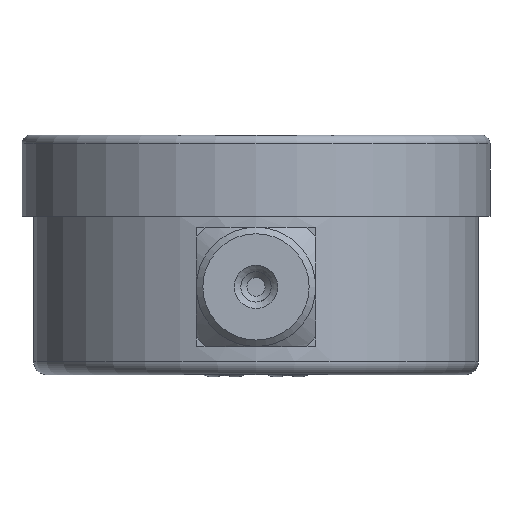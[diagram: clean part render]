
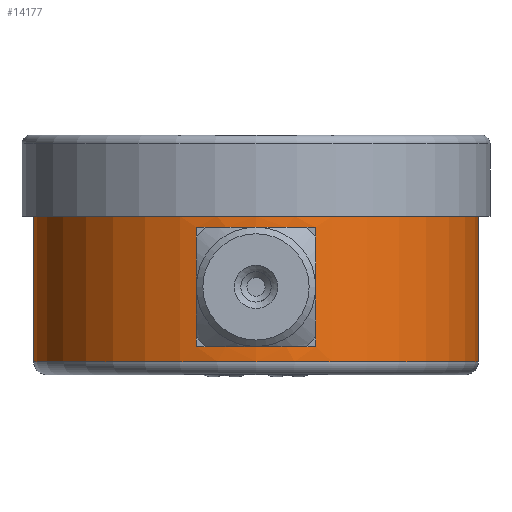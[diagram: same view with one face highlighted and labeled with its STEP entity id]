
A CAD part, front view. The second image highlights one B-rep face of the part: STEP entity #14177.
In plain terms, the highlighted cylindrical face has radius 26.035 mm (diameter 52.07 mm), a full revolution.
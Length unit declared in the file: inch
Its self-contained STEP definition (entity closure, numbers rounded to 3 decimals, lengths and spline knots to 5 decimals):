
#581 = EDGE_LOOP ( 'NONE', ( #2537 ) ) ;
#889 = VERTEX_POINT ( 'NONE', #10624 ) ;
#1395 = AXIS2_PLACEMENT_3D ( 'NONE', #7273, #16535, #9791 ) ;
#1574 = EDGE_CURVE ( 'NONE', #7031, #7031, #13481, .T. ) ;
#1659 = DIRECTION ( 'NONE',  ( 0., 0., 1. ) ) ;
#1801 = VERTEX_POINT ( 'NONE', #5764 ) ;
#1981 = ORIENTED_EDGE ( 'NONE', *, *, #7905, .F. ) ;
#2243 = CARTESIAN_POINT ( 'NONE',  ( 0., 0., -0.425 ) ) ;
#2537 = ORIENTED_EDGE ( 'NONE', *, *, #1574, .T. ) ;
#2581 = EDGE_CURVE ( 'NONE', #17030, #889, #3478, .T. ) ;
#2647 = DIRECTION ( 'NONE',  ( 0., 0., 1. ) ) ;
#2960 = FACE_OUTER_BOUND ( 'NONE', #581, .T. ) ;
#3478 = LINE ( 'NONE', #8838, #9634 ) ;
#4190 = DIRECTION ( 'NONE',  ( 0., 0., -1. ) ) ;
#4218 = VERTEX_POINT ( 'NONE', #8172 ) ;
#4286 = FACE_OUTER_BOUND ( 'NONE', #12065, .T. ) ;
#4855 = AXIS2_PLACEMENT_3D ( 'NONE', #9428, #4190, #14788 ) ;
#5062 = DIRECTION ( 'NONE',  ( 1., 0., 0. ) ) ;
#5764 = CARTESIAN_POINT ( 'NONE',  ( 0.275, -0.98742, -0.975 ) ) ;
#6216 = CARTESIAN_POINT ( 'NONE',  ( 0.275, -0.98742, -0.425 ) ) ;
#6347 = EDGE_CURVE ( 'NONE', #4218, #4218, #11008, .T. ) ;
#7031 = VERTEX_POINT ( 'NONE', #15160 ) ;
#7066 = EDGE_CURVE ( 'NONE', #1801, #12773, #14740, .T. ) ;
#7273 = CARTESIAN_POINT ( 'NONE',  ( 0., 0., -1.105 ) ) ;
#7455 = AXIS2_PLACEMENT_3D ( 'NONE', #8801, #16581, #13793 ) ;
#7905 = EDGE_CURVE ( 'NONE', #889, #1801, #8034, .T. ) ;
#8034 = CIRCLE ( 'NONE', #7455, 1.025 ) ;
#8172 = CARTESIAN_POINT ( 'NONE',  ( 1.025, 0., -0.375 ) ) ;
#8801 = CARTESIAN_POINT ( 'NONE',  ( 0., 0., -0.975 ) ) ;
#8838 = CARTESIAN_POINT ( 'NONE',  ( -0.275, -0.98742, -1.105 ) ) ;
#9428 = CARTESIAN_POINT ( 'NONE',  ( 0., 0., -0.375 ) ) ;
#9439 = ORIENTED_EDGE ( 'NONE', *, *, #7066, .F. ) ;
#9600 = CARTESIAN_POINT ( 'NONE',  ( -0.275, -0.98742, -0.425 ) ) ;
#9634 = VECTOR ( 'NONE', #11448, 39.37008 ) ;
#9788 = CARTESIAN_POINT ( 'NONE',  ( 0., 0., -1.045 ) ) ;
#9791 = DIRECTION ( 'NONE',  ( 1., 0., 0. ) ) ;
#9937 = ORIENTED_EDGE ( 'NONE', *, *, #2581, .F. ) ;
#9972 = EDGE_CURVE ( 'NONE', #12773, #17030, #10560, .T. ) ;
#10560 = CIRCLE ( 'NONE', #16999, 1.025 ) ;
#10624 = CARTESIAN_POINT ( 'NONE',  ( -0.275, -0.98742, -0.975 ) ) ;
#11008 = CIRCLE ( 'NONE', #4855, 1.025 ) ;
#11101 = CYLINDRICAL_SURFACE ( 'NONE', #1395, 1.025 ) ;
#11448 = DIRECTION ( 'NONE',  ( 0., 0., -1. ) ) ;
#11702 = DIRECTION ( 'NONE',  ( 0., 0., -1. ) ) ;
#12065 = EDGE_LOOP ( 'NONE', ( #13177 ) ) ;
#12278 = CARTESIAN_POINT ( 'NONE',  ( 0.275, -0.98742, -1.105 ) ) ;
#12322 = ORIENTED_EDGE ( 'NONE', *, *, #9972, .F. ) ;
#12340 = FACE_BOUND ( 'NONE', #13067, .T. ) ;
#12773 = VERTEX_POINT ( 'NONE', #6216 ) ;
#12910 = AXIS2_PLACEMENT_3D ( 'NONE', #9788, #1659, #16367 ) ;
#13067 = EDGE_LOOP ( 'NONE', ( #9439, #1981, #9937, #12322 ) ) ;
#13177 = ORIENTED_EDGE ( 'NONE', *, *, #6347, .T. ) ;
#13481 = CIRCLE ( 'NONE', #12910, 1.025 ) ;
#13793 = DIRECTION ( 'NONE',  ( -1., 0., 0. ) ) ;
#14177 = ADVANCED_FACE ( 'NONE', ( #12340, #2960, #4286 ), #11101, .T. ) ;
#14740 = LINE ( 'NONE', #12278, #17203 ) ;
#14788 = DIRECTION ( 'NONE',  ( 1., 0., 0. ) ) ;
#15160 = CARTESIAN_POINT ( 'NONE',  ( 1.025, 0., -1.045 ) ) ;
#16367 = DIRECTION ( 'NONE',  ( 1., 0., 0. ) ) ;
#16535 = DIRECTION ( 'NONE',  ( 0., 0., 1. ) ) ;
#16581 = DIRECTION ( 'NONE',  ( 0., 0., 1. ) ) ;
#16999 = AXIS2_PLACEMENT_3D ( 'NONE', #2243, #11702, #5062 ) ;
#17030 = VERTEX_POINT ( 'NONE', #9600 ) ;
#17203 = VECTOR ( 'NONE', #2647, 39.37008 ) ;
